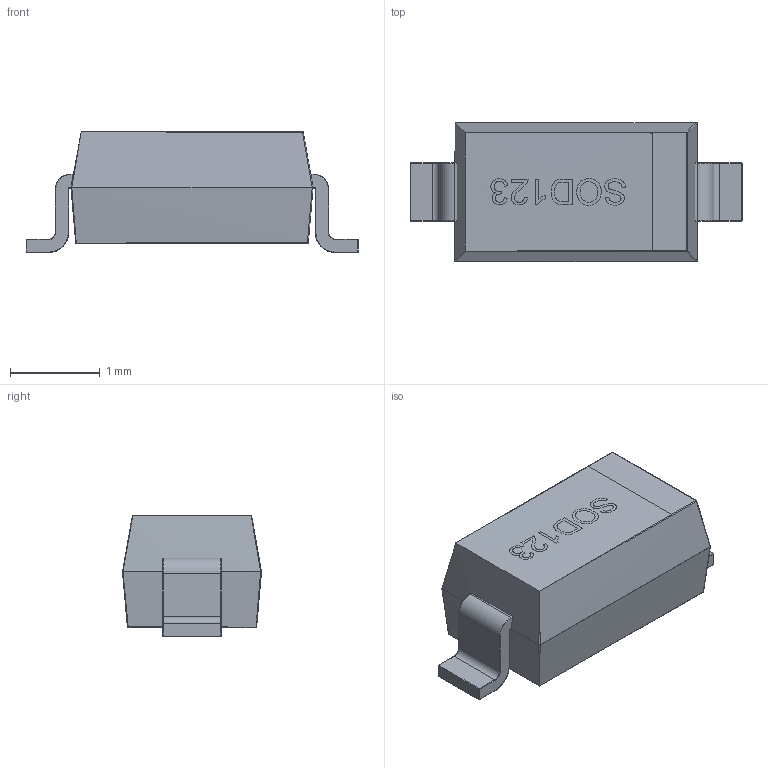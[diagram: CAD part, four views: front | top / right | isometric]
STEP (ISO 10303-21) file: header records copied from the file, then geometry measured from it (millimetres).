
FILE_DESCRIPTION(('FreeCAD Model'),'2;1');
FILE_NAME('User Library-SOD3716X14.step', '2017-06-13T22:21:34',('kicad StepUp'),('ksu MCAD'), 'Open CASCADE STEP processor 6.8','FreeCAD','Unknown');
FILE_SCHEMA(('AUTOMOTIVE_DESIGN_CC2 { 1 2 10303 214 -1 1 5 4 }'));
Length unit declared in the file: millimetre
Products named in the file (2): ASSEMBLY; User_Library-SOD3716X14
Assembly tree (1 placements, depth 2):
  ASSEMBLY
    User_Library-SOD3716X14
Bounding box: 3.7 x 1.55 x 1.35 mm (x, y, z)
Volume: 5 mm3; surface area: 20.9 mm2
Topology: 1 solids, 1 shells, 130 faces, 415 edges, 279 vertices
Faces by surface type: cylinder 61, plane 36, bspline 33
Entity records: 6044 total; most frequent: CARTESIAN_POINT 1870, ORIENTED_EDGE 798, DIRECTION 530, EDGE_CURVE 399, VERTEX_POINT 279, AXIS2_PLACEMENT_3D 203, B_SPLINE_CURVE_WITH_KNOTS 167, FACE_BOUND 138
